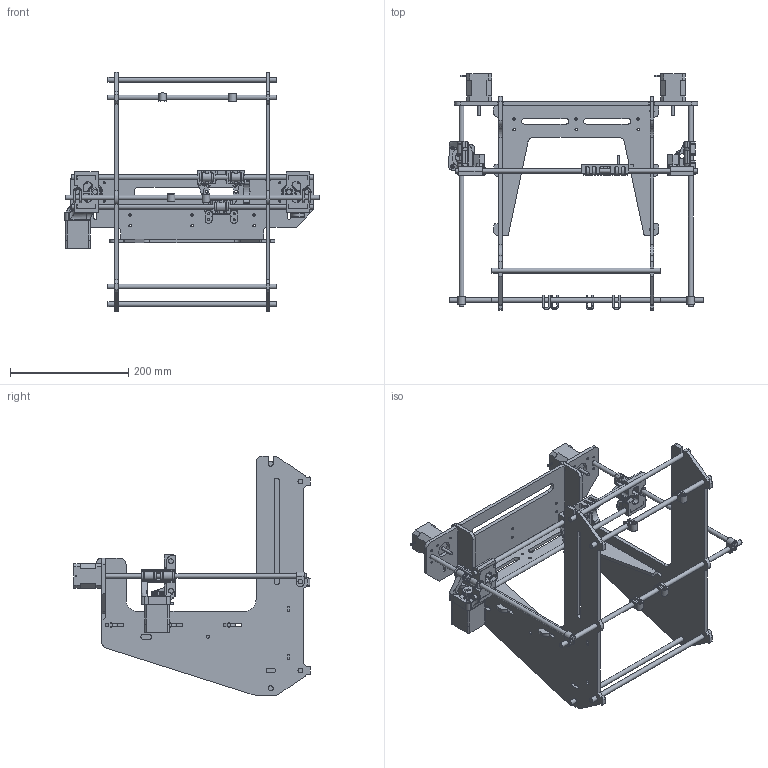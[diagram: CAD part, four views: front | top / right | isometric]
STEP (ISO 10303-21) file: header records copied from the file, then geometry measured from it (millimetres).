
FILE_DESCRIPTION(/* description */ ('Alibre Inc.'),/* implementation_level */ '2;1');
FILE_NAME(/* name */ 'export0',/* time_stamp */ '2012-07-02T23:01:58-04:00',/* author */ (''),/* organization */ (''),/* preprocessor_version */ 'ST-DEVELOPER v14',/* originating_system */ 'Alibre',/* authorisation */ '');
FILE_SCHEMA (('AUTOMOTIVE_DESIGN'));
Length unit declared in the file: centimetre
Products named in the file (21): pulley.stp
Bounding box: 430.59 x 400.8 x 405 mm (x, y, z)
Volume: 1625501.9 mm3; surface area: 613752.2 mm2
Topology: 51 solids, 52 shells, 1993 faces, 4768 edges, 2822 vertices
Faces by surface type: plane 1374, cylinder 507, sphere 48, bspline 37, cone 24, torus 3
Full cylindrical faces by diameter (mm): 3.25 x3, 3.4 x12, 3.5 x10, 4.2 x12, 4.5 x6, 5 x1, 5.25 x1, 6 x3, 8 x30, 8.15 x4, 8.4 x8, 14.3 x14, 15 x21, 26 x2
Entity records: 60470 total; most frequent: CARTESIAN_POINT 20782, ORIENTED_EDGE 8222, DIRECTION 6942, EDGE_CURVE 4111, VECTOR 2873, LINE 2873, AXIS2_PLACEMENT_3D 2649, VERTEX_POINT 2501
